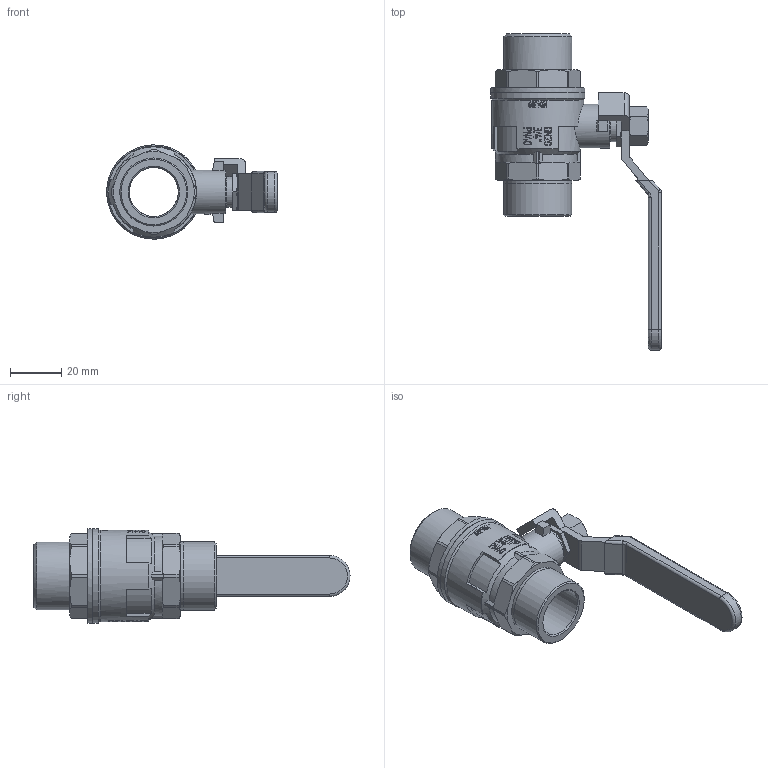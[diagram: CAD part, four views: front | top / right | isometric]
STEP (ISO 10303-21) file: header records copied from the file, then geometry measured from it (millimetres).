
FILE_DESCRIPTION(/* description */ ('Unknown','CAx-IF Rec.Pracs.---Representation and Presentation of Product Manufacturing Information (PMI)---4.0---2014-10-13','CAx-IF Rec.Pracs.---3D Tessellated Geometry---0.4---2014-09-14','2;1'),/* implementation_level */ '2;1');
FILE_NAME(/* name */ '620-05',/* time_stamp */ '2023-09-21T11:23:53+02:00',/* author */ ('Unknown'),/* organization */ ('Unknown'),/* preprocessor_version */ 'ST-DEVELOPER v18.102',/* originating_system */ 'Solid Edge',/* authorisation */ 'Unknown');
FILE_SCHEMA (('AP242_MANAGED_MODEL_BASED_3D_ENGINEERING_MIM_LF { 1 0 10303 442 1 1 4 }'));
Length unit declared in the file: millimetre
Products named in the file (10): 620-05; 626-3_4-Körper; 626-3_4-Einschraubteil; 600-1_2-Mutter.2; 626-3_4-Spindel-co_oa_0; 626-3_4-Spindel; 626-3_4-Stopfbuchse; Stahlgriff 1_4 - 3_4_neu; Stahlgriff-neu; Stahlgriff-Ummantelung_neu
Assembly tree (9 placements, depth 3):
  620-05
    626-3_4-Körper
    626-3_4-Einschraubteil
    600-1_2-Mutter.2
    626-3_4-Spindel-co_oa_0
      626-3_4-Spindel
      626-3_4-Stopfbuchse
    Stahlgriff 1_4 - 3_4_neu
      Stahlgriff-neu
      Stahlgriff-Ummantelung_neu
Bounding box: 66.31 x 122.8 x 36.6 mm (x, y, z)
Volume: 35243.8 mm3; surface area: 28500.7 mm2
Topology: 7 solids, 7 shells, 665 faces, 1722 edges, 1134 vertices
Faces by surface type: plane 338, bspline 133, cylinder 124, cone 66, sphere 2, torus 2
Full cylindrical faces by diameter (mm): 1.5 x1, 6.6 x1, 6.75 x1, 8.9 x2, 9.1 x1, 9.3 x1, 10.5 x1, 12 x1, 12.376 x2, 14 x2, 17 x1, 19 x2, 26 x2, 26.441 x3, 30.376 x2, 32 x1, 35.6 x1, 36.6 x2
Entity records: 31542 total; most frequent: CARTESIAN_POINT 13956, ORIENTED_EDGE 3290, DIRECTION 2041, EDGE_CURVE 1645, VERTEX_POINT 1114, B_SPLINE_CURVE_WITH_KNOTS 963, AXIS2_PLACEMENT_3D 810, EDGE_LOOP 799
